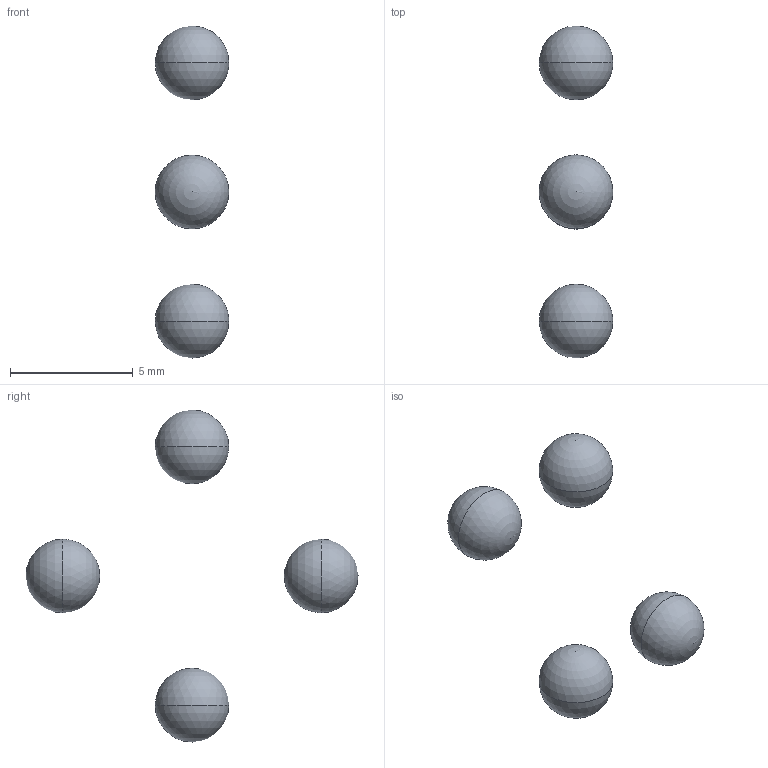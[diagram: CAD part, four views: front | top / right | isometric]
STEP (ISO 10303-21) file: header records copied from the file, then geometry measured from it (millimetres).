
FILE_DESCRIPTION (( 'STEP AP203' ), '1' );
FILE_NAME ('bearing_696-zz_1_03.stp_Default_sldprt.STEP', '2023-07-23T05:47:17', ( '' ), ( '' ), 'SwSTEP 2.0', 'SolidWorks 2020', '' );
FILE_SCHEMA (( 'CONFIG_CONTROL_DESIGN' ));
Length unit declared in the file: millimetre
Products named in the file (1): bearing_696-zz_1_03.stp_Default_sldprt
Bounding box: 3 x 13.5 x 13.5 mm (x, y, z)
Surface area: 113.1 mm2 (no closed solid volume)
Topology: 0 solids, 4 shells, 8 faces, 28 edges, 20 vertices
Faces by surface type: sphere 8
Entity records: 232 total; most frequent: DIRECTION 34, CARTESIAN_POINT 25, AXIS2_PLACEMENT_3D 17, ORIENTED_EDGE 16, EDGE_CURVE 8, FACE_OUTER_BOUND 8, SPHERICAL_SURFACE 8, ADVANCED_FACE 8
